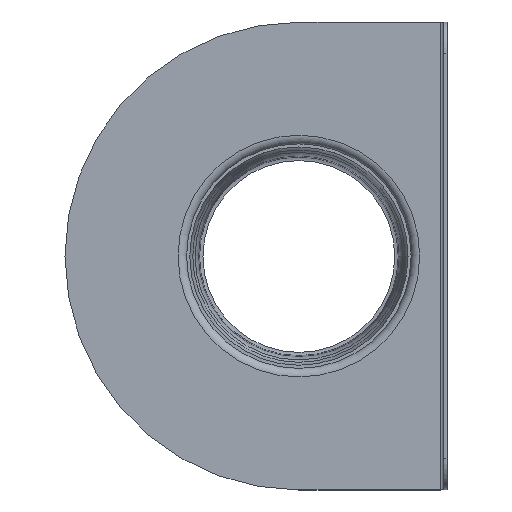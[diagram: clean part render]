
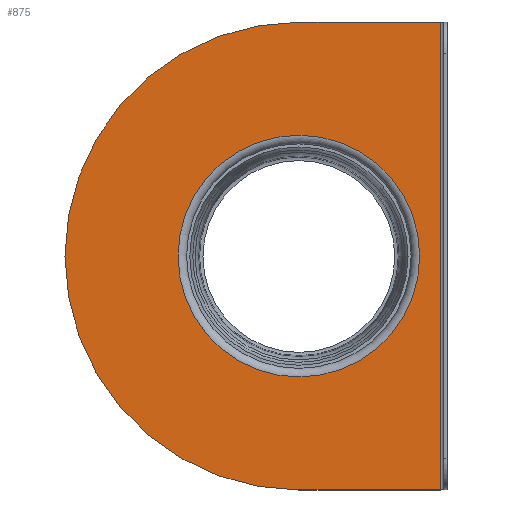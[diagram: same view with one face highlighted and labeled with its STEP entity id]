
A CAD part, top view. The second image highlights one B-rep face of the part: STEP entity #875.
In plain terms, the highlighted planar face has unit normal (0, 0, 1).
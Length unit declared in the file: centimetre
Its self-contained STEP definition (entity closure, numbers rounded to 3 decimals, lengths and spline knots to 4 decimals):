
#30=FACE_BOUND('',#166,.T.);
#42=PLANE('',#1072);
#100=FACE_OUTER_BOUND('',#165,.T.);
#165=EDGE_LOOP('',(#636,#637,#638,#639));
#166=EDGE_LOOP('',(#640));
#229=CIRCLE('',#1048,77.5);
#243=CIRCLE('',#1073,150.);
#324=VERTEX_POINT('',#1598);
#341=VERTEX_POINT('',#1647);
#342=VERTEX_POINT('',#1649);
#346=VERTEX_POINT('',#1661);
#347=VERTEX_POINT('',#1665);
#422=EDGE_CURVE('',#324,#324,#229,.T.);
#447=EDGE_CURVE('',#341,#342,#947,.T.);
#454=EDGE_CURVE('',#346,#341,#951,.T.);
#455=EDGE_CURVE('',#347,#346,#952,.T.);
#456=EDGE_CURVE('',#342,#347,#243,.T.);
#636=ORIENTED_EDGE('',*,*,#454,.F.);
#637=ORIENTED_EDGE('',*,*,#455,.F.);
#638=ORIENTED_EDGE('',*,*,#456,.F.);
#639=ORIENTED_EDGE('',*,*,#447,.F.);
#640=ORIENTED_EDGE('',*,*,#422,.T.);
#875=ADVANCED_FACE('',(#100,#30),#42,.T.);
#947=LINE('',#1650,#996);
#951=LINE('',#1663,#1000);
#952=LINE('',#1666,#1001);
#996=VECTOR('',#1287,1.);
#1000=VECTOR('',#1301,1.);
#1001=VECTOR('',#1304,1.);
#1048=AXIS2_PLACEMENT_3D('',#1599,#1235,#1236);
#1072=AXIS2_PLACEMENT_3D('',#1664,#1302,#1303);
#1073=AXIS2_PLACEMENT_3D('',#1667,#1305,#1306);
#1235=DIRECTION('center_axis',(0.,0.,-1.));
#1236=DIRECTION('ref_axis',(1.,0.,0.));
#1287=DIRECTION('',(-1.,0.,0.));
#1301=DIRECTION('',(0.,-1.,0.));
#1302=DIRECTION('center_axis',(0.,0.,1.));
#1303=DIRECTION('ref_axis',(0.,-1.,0.));
#1304=DIRECTION('',(1.,0.,0.));
#1305=DIRECTION('center_axis',(0.,0.,-1.));
#1306=DIRECTION('ref_axis',(1.,0.,0.));
#1598=CARTESIAN_POINT('',(0.,-77.5,71.));
#1599=CARTESIAN_POINT('Origin',(0.,0.,
71.));
#1647=CARTESIAN_POINT('',(91.,-150.,71.));
#1649=CARTESIAN_POINT('',(0.,-150.,71.));
#1650=CARTESIAN_POINT('',(162.6505,-150.,71.));
#1661=CARTESIAN_POINT('',(91.,150.,71.));
#1663=CARTESIAN_POINT('',(91.,0.,71.));
#1664=CARTESIAN_POINT('Origin',(150.,0.,71.));
#1665=CARTESIAN_POINT('',(0.,150.,71.));
#1666=CARTESIAN_POINT('',(162.6505,150.,71.));
#1667=CARTESIAN_POINT('Origin',(0.,0.,
71.));
